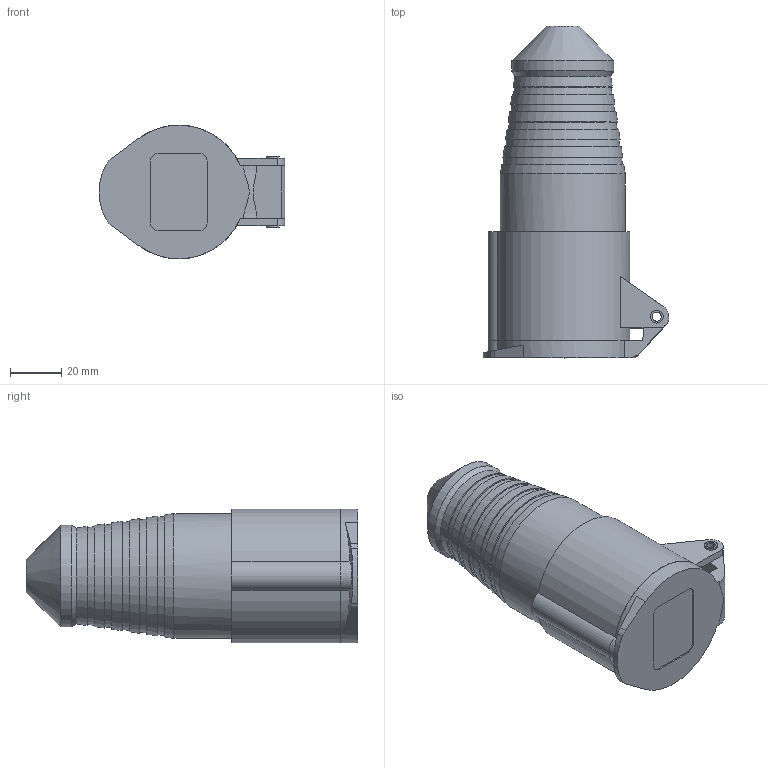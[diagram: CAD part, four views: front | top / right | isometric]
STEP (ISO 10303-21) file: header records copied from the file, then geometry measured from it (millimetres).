
FILE_DESCRIPTION (( 'STEP AP203' ), '1' );
FILE_NAME ('ps-213-16-220.ÃÌ Ðîçåòêà ïåðåíîñíàÿ 213 2Ð+ÐÅ 16À 220Â IP44 EKF.STEP', '2025-10-01T12:30:39', ( '' ), ( '' ), 'SwSTEP 2.0', 'SolidWorks 2021', '' );
FILE_SCHEMA (( 'CONFIG_CONTROL_DESIGN' ));
Length unit declared in the file: millimetre
Products named in the file (5): Êîïèÿ Ñîõðàíèòü òåëà5[1]^ps-213-16-220.ÃÌ Ðîçåòêà ïåðåíîñíàÿ 213 2Ð+ÐÅ 16À 220Â IP44 EKF_00; Êîïèÿ òûëüíàÿ-îáùàÿ-ìàëåíüêàÿ-ðîçåòêà^ps-213-16-220.ÃÌ Ðîçåòêà ïåðåíîñíàÿ 213 2Ð+ÐÅ 16À 220Â IP44 EKF_00; Êîïèÿ Ñîõðàíèòü òåëà5[2]^ps-213-16-220.ÃÌ Ðîçåòêà ïåðåíîñíàÿ 213 2Ð+ÐÅ 16À 220Â IP44 EKF_00; ps-213-16-220.ÃÌ Ðîçåòêà ïåðåíîñíàÿ 213 2Ð+ÐÅ 16À 220Â IP44 EKF; Êîïèÿ Ñîõðàíèòü òåëà5[3]^ps-213-16-220.ÃÌ Ðîçåòêà ïåðåíîñíàÿ 213 2Ð+ÐÅ 16À 220Â IP44 EKF_00
Assembly tree (4 placements, depth 2):
  ps-213-16-220.ÃÌ Ðîçåòêà ïåðåíîñíàÿ 213 2Ð+ÐÅ 16À 220Â IP44 EKF
    Êîïèÿ Ñîõðàíèòü òåëà5[2]^ps-213-16-220.ÃÌ Ðîçåòêà ïåðåíîñíàÿ 213 2Ð+ÐÅ 16À 220Â IP44 EKF_00
    Êîïèÿ Ñîõðàíèòü òåëà5[1]^ps-213-16-220.ÃÌ Ðîçåòêà ïåðåíîñíàÿ 213 2Ð+ÐÅ 16À 220Â IP44 EKF_00
    Êîïèÿ Ñîõðàíèòü òåëà5[3]^ps-213-16-220.ÃÌ Ðîçåòêà ïåðåíîñíàÿ 213 2Ð+ÐÅ 16À 220Â IP44 EKF_00
    Êîïèÿ òûëüíàÿ-îáùàÿ-ìàëåíüêàÿ-ðîçåòêà^ps-213-16-220.ÃÌ Ðîçåòêà ïåðåíîñíàÿ 213 2Ð+ÐÅ 16À 220Â IP44 EKF_00
Bounding box: 72.28 x 129 x 52 mm (x, y, z)
Volume: 183793.4 mm3; surface area: 46826.6 mm2
Topology: 4 solids, 4 shells, 106 faces, 238 edges, 152 vertices
Faces by surface type: plane 46, cylinder 34, cone 25, bspline 1
Full cylindrical faces by diameter (mm): 3.5 x1, 4 x4, 5 x2, 5.25 x1, 6.5 x2, 8 x1, 11.5 x2, 34.85 x1, 39.5 x1, 48.5 x1
Entity records: 3255 total; most frequent: CARTESIAN_POINT 521, DIRECTION 493, ORIENTED_EDGE 378, AXIS2_PLACEMENT_3D 203, EDGE_CURVE 189, EDGE_LOOP 167, VERTEX_POINT 144, FACE_OUTER_BOUND 122
